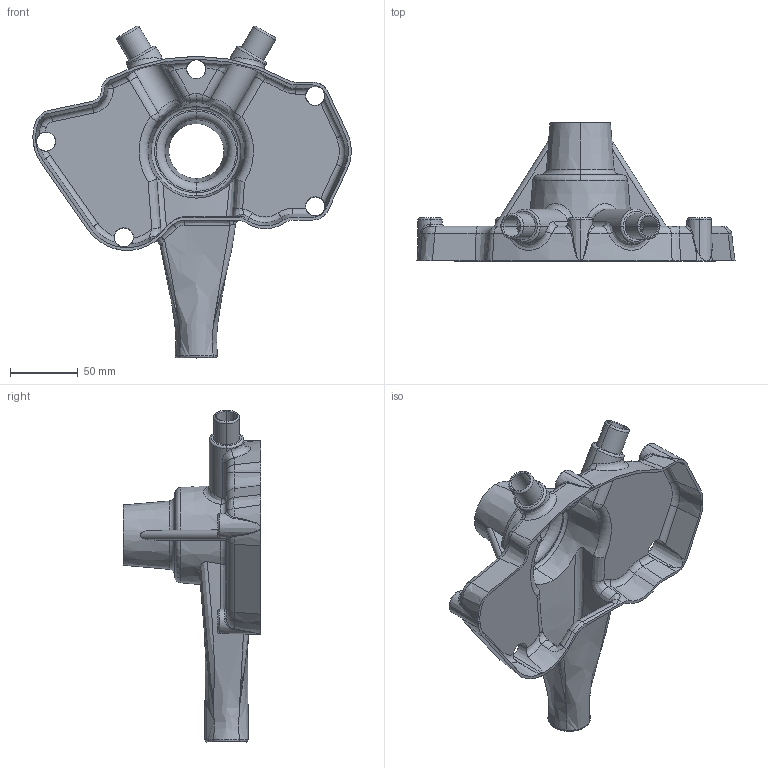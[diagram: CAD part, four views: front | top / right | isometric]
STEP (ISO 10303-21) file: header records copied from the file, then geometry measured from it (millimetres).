
FILE_DESCRIPTION (( 'STEP AP214' ), '1' );
FILE_NAME ('Part49.STEP', '2025-03-03T13:00:37', ( '' ), ( '' ), 'SwSTEP 2.0', 'SolidWorks 2024', '' );
FILE_SCHEMA (( 'AUTOMOTIVE_DESIGN' ));
Length unit declared in the file: inch
Products named in the file (1): Part49
Bounding box: 234.42 x 101.6 x 244.54 mm (x, y, z)
Volume: 137090 mm3; surface area: 129278.2 mm2
Topology: 1 solids, 1 shells, 364 faces, 925 edges, 536 vertices
Faces by surface type: bspline 122, torus 97, cylinder 49, cone 49, plane 35, sphere 12
Entity records: 28273 total; most frequent: CARTESIAN_POINT 20482, ORIENTED_EDGE 1818, DIRECTION 1456, EDGE_CURVE 909, AXIS2_PLACEMENT_3D 659, VERTEX_POINT 536, CIRCLE 416, EDGE_LOOP 371
